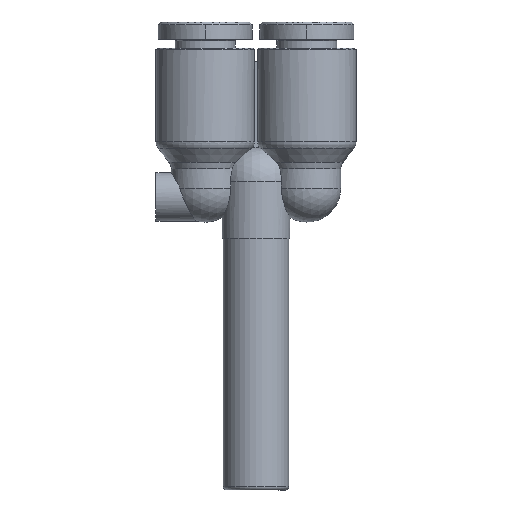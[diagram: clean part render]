
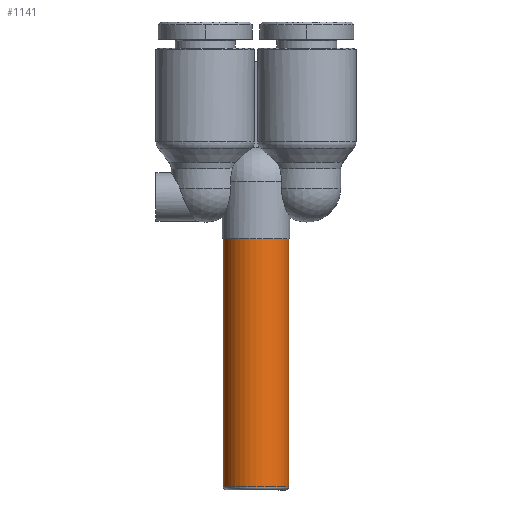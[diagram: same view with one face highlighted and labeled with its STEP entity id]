
A CAD part, front view. The second image highlights one B-rep face of the part: STEP entity #1141.
In plain terms, the highlighted cylindrical face has radius 3 mm (diameter 6 mm), a partial arc.
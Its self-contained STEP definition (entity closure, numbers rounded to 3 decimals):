
#1100=CARTESIAN_POINT('',(-21.4,0.,-4.65));
#1101=DIRECTION('',(1.0,0.,0.));
#1102=DIRECTION('',(0.,0.,1.0));
#1103=AXIS2_PLACEMENT_3D('',#1100,#1101,#1102);
#1104=CYLINDRICAL_SURFACE('',#1103,3.);
#1105=CARTESIAN_POINT('',(-32.6,0.,-1.65));
#1106=VERTEX_POINT('',#1105);
#1107=CARTESIAN_POINT('',(-9.9,0.,-1.65));
#1108=VERTEX_POINT('',#1107);
#1109=CARTESIAN_POINT('',(-32.6,0.,-1.65));
#1110=DIRECTION('',(1.0,0.0,0.0));
#1111=VECTOR('',#1110,22.7);
#1112=LINE('',#1109,#1111);
#1113=EDGE_CURVE('',#1106,#1108,#1112,.T.);
#1114=ORIENTED_EDGE('',*,*,#1113,.F.);
#1115=CARTESIAN_POINT('',(-32.6,0.,-7.65));
#1116=VERTEX_POINT('',#1115);
#1117=CARTESIAN_POINT('',(-32.6,0.,-4.65));
#1118=DIRECTION('',(-1.0,0.0,0.0));
#1119=DIRECTION('',(0.0,0.0,-1.0));
#1120=AXIS2_PLACEMENT_3D('',#1117,#1118,#1119);
#1121=CIRCLE('',#1120,3.);
#1122=EDGE_CURVE('',#1116,#1106,#1121,.T.);
#1123=ORIENTED_EDGE('',*,*,#1122,.F.);
#1124=CARTESIAN_POINT('',(-9.9,0.,-7.65));
#1125=VERTEX_POINT('',#1124);
#1126=CARTESIAN_POINT('',(-9.9,0.,-7.65));
#1127=DIRECTION('',(-1.0,0.0,0.0));
#1128=VECTOR('',#1127,22.7);
#1129=LINE('',#1126,#1128);
#1130=EDGE_CURVE('',#1125,#1116,#1129,.T.);
#1131=ORIENTED_EDGE('',*,*,#1130,.F.);
#1132=CARTESIAN_POINT('',(-9.9,0.,-4.65));
#1133=DIRECTION('',(1.0,0.,0.));
#1134=DIRECTION('',(0.,0.,1.0));
#1135=AXIS2_PLACEMENT_3D('',#1132,#1133,#1134);
#1136=CIRCLE('',#1135,3.);
#1137=EDGE_CURVE('',#1108,#1125,#1136,.T.);
#1138=ORIENTED_EDGE('',*,*,#1137,.F.);
#1139=EDGE_LOOP('',(#1114,#1123,#1131,#1138));
#1140=FACE_OUTER_BOUND('',#1139,.T.);
#1141=ADVANCED_FACE('',(#1140),#1104,.T.);
